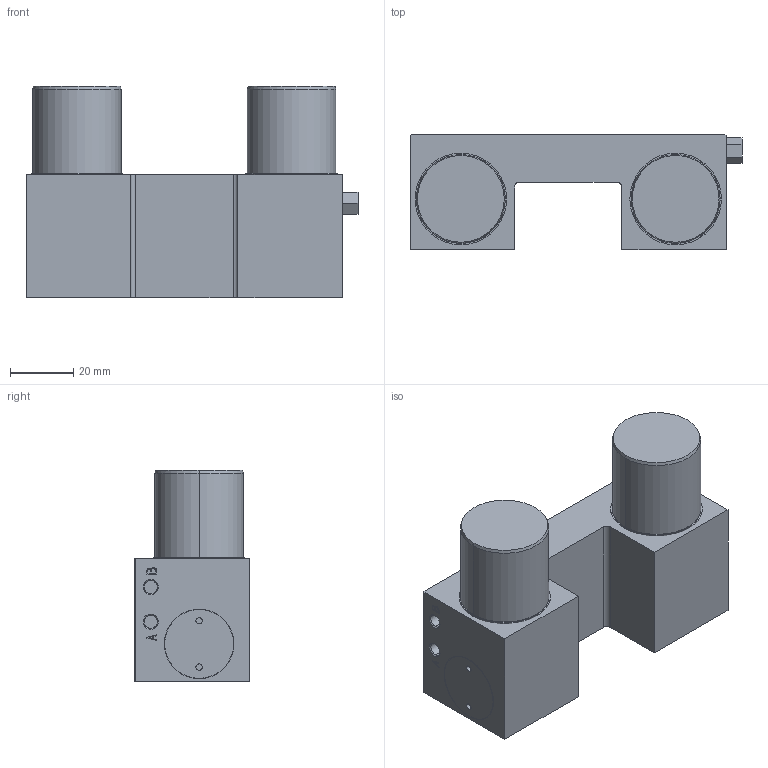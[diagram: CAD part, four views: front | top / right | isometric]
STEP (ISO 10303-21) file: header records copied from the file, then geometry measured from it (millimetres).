
FILE_DESCRIPTION(('HOOPS Exchange Step'),'2;1');
FILE_NAME('export-BB0BE190-2B9F-4C1F-962E-410F66C89C2D.stp','2023-07-12T11:01:32+02:00',('Engineering'),('Alibre'),'HOOPS Exchange 2021.0','Alibre','Unknown authorisation');
FILE_SCHEMA( ('AP242_MANAGED_MODEL_BASED_3D_ENGINEERING_MIM_LF {1 0 10303 442 1 1 4 }') );
Length unit declared in the file: millimetre
Products named in the file (4): 5366-1 Pneumatic Clamping Element MKS3501A Deckel MKS 28; 5366-2 Pneumatic Clamping Element MKS3501A Luftfilter 5 7; 5366-3 Pneumatic Clamping Element MKS3501A Gehaeuse_MKS 3501A 38; 5366 Pneumatic Clamping Element MKS3501A
Assembly tree (4 placements, depth 2):
  5366 Pneumatic Clamping Element MKS3501A
    5366-1 Pneumatic Clamping Element MKS3501A Deckel MKS 28  x2
    5366-2 Pneumatic Clamping Element MKS3501A Luftfilter 5 7
    5366-3 Pneumatic Clamping Element MKS3501A Gehaeuse_MKS 3501A 38
Bounding box: 105.1 x 36.5 x 67 mm (x, y, z)
Volume: 12298.1 mm3; surface area: 31721.3 mm2
Topology: 3 solids, 135 shells, 212 faces, 772 edges, 662 vertices
Faces by surface type: plane 94, cylinder 78, cone 36, torus 4
Entity records: 8272 total; most frequent: CARTESIAN_POINT 1578, DIRECTION 1434, ORIENTED_EDGE 854, EDGE_CURVE 730, VERTEX_POINT 642, AXIS2_PLACEMENT_3D 498, VECTOR 438, LINE 438
